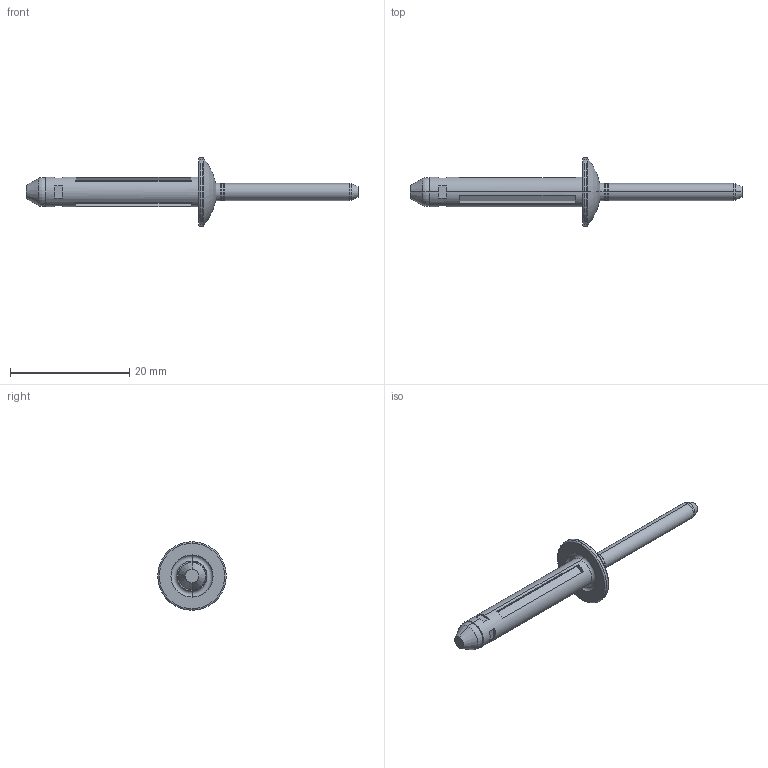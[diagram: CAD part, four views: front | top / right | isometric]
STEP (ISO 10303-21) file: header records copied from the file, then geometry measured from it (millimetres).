
FILE_DESCRIPTION (( 'STEP AP203' ), '1' );
FILE_NAME ('MTS-B6-8S.STEP', '2022-08-05T16:04:31', ( '' ), ( '' ), 'SwSTEP 2.0', 'SolidWorks 2020', '' );
FILE_SCHEMA (( 'CONFIG_CONTROL_DESIGN' ));
Length unit declared in the file: inch
Products named in the file (1): MTS-B6-8S
Bounding box: 55.7 x 11.51 x 11.51 mm (x, y, z)
Volume: 827.8 mm3; surface area: 986.8 mm2
Topology: 1 solids, 1 shells, 71 faces, 160 edges, 98 vertices
Faces by surface type: plane 39, cylinder 12, torus 10, cone 10
Entity records: 2051 total; most frequent: DIRECTION 370, CARTESIAN_POINT 330, ORIENTED_EDGE 320, EDGE_CURVE 160, AXIS2_PLACEMENT_3D 138, VERTEX_POINT 98, VECTOR 94, LINE 94
